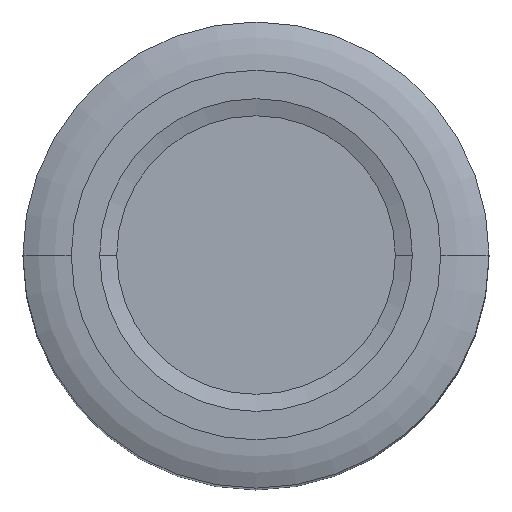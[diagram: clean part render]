
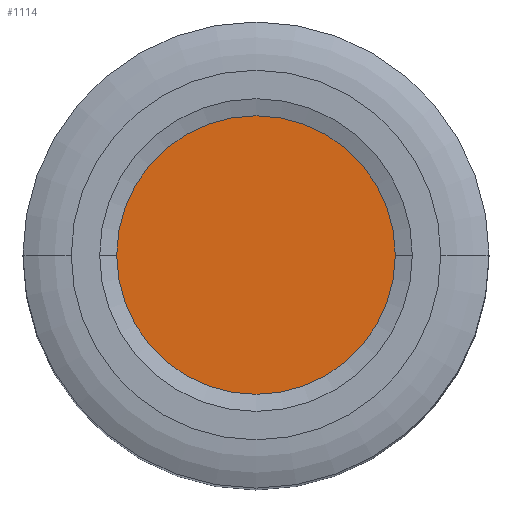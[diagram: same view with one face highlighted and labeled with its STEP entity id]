
A CAD part, top view. The second image highlights one B-rep face of the part: STEP entity #1114.
In plain terms, the highlighted planar face has unit normal (0, 0, 1).
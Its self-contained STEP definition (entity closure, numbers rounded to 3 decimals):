
#36 = CIRCLE ( 'NONE', #483, 24.5 ) ;
#91 = EDGE_CURVE ( 'NONE', #2287, #2477, #1800, .T. ) ;
#151 = PLANE ( 'NONE',  #463 ) ;
#463 = AXIS2_PLACEMENT_3D ( 'NONE', #1434, #3030, #3674 ) ;
#483 = AXIS2_PLACEMENT_3D ( 'NONE', #3065, #506, #2710 ) ;
#506 = DIRECTION ( 'NONE',  ( 0., 0., 1. ) ) ;
#567 = AXIS2_PLACEMENT_3D ( 'NONE', #2389, #3736, #4021 ) ;
#1114 = ADVANCED_FACE ( 'NONE', ( #3606 ), #151, .F. ) ;
#1434 = CARTESIAN_POINT ( 'NONE',  ( 0., 0., 52.269 ) ) ;
#1526 = CARTESIAN_POINT ( 'NONE',  ( 24.5, 0., 52.269 ) ) ;
#1660 = CARTESIAN_POINT ( 'NONE',  ( -24.5, 0., 52.269 ) ) ;
#1800 = CIRCLE ( 'NONE', #567, 24.5 ) ;
#1990 = ORIENTED_EDGE ( 'NONE', *, *, #91, .T. ) ;
#2044 = ORIENTED_EDGE ( 'NONE', *, *, #2765, .T. ) ;
#2287 = VERTEX_POINT ( 'NONE', #1526 ) ;
#2389 = CARTESIAN_POINT ( 'NONE',  ( 0., 0., 52.269 ) ) ;
#2477 = VERTEX_POINT ( 'NONE', #1660 ) ;
#2710 = DIRECTION ( 'NONE',  ( 1., 0., 0. ) ) ;
#2765 = EDGE_CURVE ( 'NONE', #2477, #2287, #36, .T. ) ;
#3030 = DIRECTION ( 'NONE',  ( 0., 0., -1. ) ) ;
#3065 = CARTESIAN_POINT ( 'NONE',  ( 0., 0., 52.269 ) ) ;
#3606 = FACE_OUTER_BOUND ( 'NONE', #3652, .T. ) ;
#3652 = EDGE_LOOP ( 'NONE', ( #1990, #2044 ) ) ;
#3674 = DIRECTION ( 'NONE',  ( -1., 0., 0. ) ) ;
#3736 = DIRECTION ( 'NONE',  ( 0., 0., 1. ) ) ;
#4021 = DIRECTION ( 'NONE',  ( 1., 0., 0. ) ) ;
